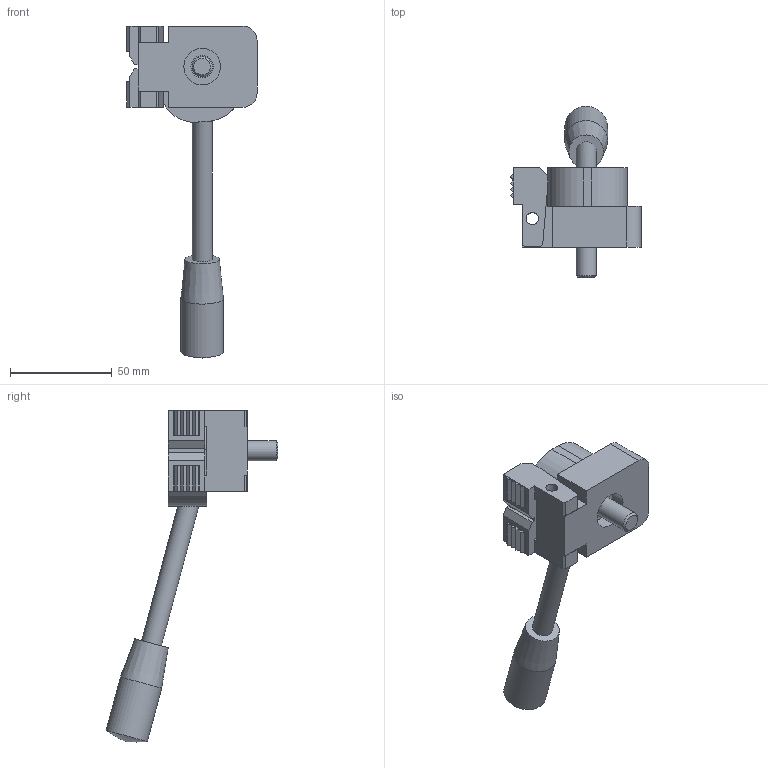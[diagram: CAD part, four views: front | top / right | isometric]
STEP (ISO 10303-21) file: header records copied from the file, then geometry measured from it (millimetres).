
FILE_DESCRIPTION( ( 'STEP AP214' ), '1' );
FILE_NAME( 'K0035.010015_0.stp', '2020-11-24T15:15:20', ( '' ), ( '' ), ' ', 'PARTsolutions', ' ' );
FILE_SCHEMA( ( 'AUTOMOTIVE_DESIGN { 1 0 10303 214 1 1 1 1 }' ) );
Length unit declared in the file: millimetre
Products named in the file (1): _K0035.010015_0
Bounding box: 64 x 84.5 x 163.25 mm (x, y, z)
Volume: 104369.9 mm3; surface area: 24970.7 mm2
Topology: 1 solids, 1 shells, 122 faces, 292 edges, 177 vertices
Faces by surface type: plane 103, cylinder 15, cone 2, bspline 1, torus 1
Full cylindrical faces by diameter (mm): 6 x1, 10 x2, 11 x1, 16.3 x1, 16.5 x1, 18 x1, 21 x1, 27 x1
Entity records: 4446 total; most frequent: CARTESIAN_POINT 671, ORIENTED_EDGE 556, DIRECTION 555, EDGE_CURVE 278, LINE 241, VECTOR 241, VERTEX_POINT 177, AXIS2_PLACEMENT_3D 157
